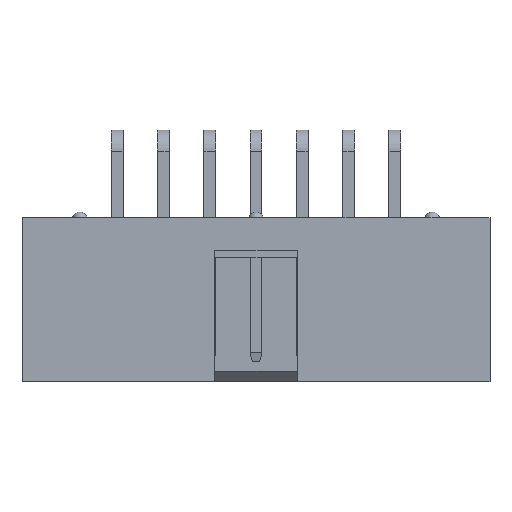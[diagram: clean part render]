
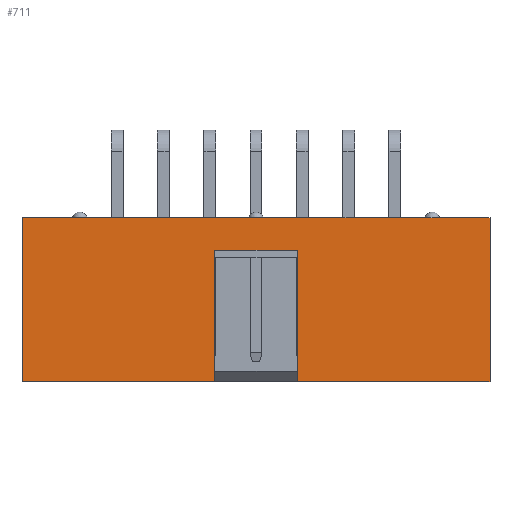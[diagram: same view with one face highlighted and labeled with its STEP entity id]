
A CAD part, top view. The second image highlights one B-rep face of the part: STEP entity #711.
In plain terms, the highlighted planar face has unit normal (0, 0, 1).
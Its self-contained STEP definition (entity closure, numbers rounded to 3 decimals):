
#711=ADVANCED_FACE('',(#4480),#4482,.T.);
#4480=FACE_BOUND('',#4481,.T.);
#4481=EDGE_LOOP('',(#7394,#7395,#7396,#7397,#7398,#7399,#7400,#7401));
#4482=PLANE('',#4483);
#4483=AXIS2_PLACEMENT_3D('',#4484,#4485,#4486);
#4484=CARTESIAN_POINT('',(-5.22,-10.935,9.1));
#4485=DIRECTION('',(0.,0.,1.));
#4486=DIRECTION('',(1.,0.,0.));
#7394=ORIENTED_EDGE('',*,*,#9210,.T.);
#7395=ORIENTED_EDGE('',*,*,#9211,.T.);
#7396=ORIENTED_EDGE('',*,*,#9212,.T.);
#7397=ORIENTED_EDGE('',*,*,#9213,.T.);
#7398=ORIENTED_EDGE('',*,*,#9214,.T.);
#7399=ORIENTED_EDGE('',*,*,#9025,.F.);
#7400=ORIENTED_EDGE('',*,*,#9208,.F.);
#7401=ORIENTED_EDGE('',*,*,#9215,.T.);
#9025=EDGE_CURVE('',#10003,#10005,#10006,.T.);
#9208=EDGE_CURVE('',#10312,#10003,#10314,.T.);
#9210=EDGE_CURVE('',#10316,#10317,#10318,.F.);
#9211=EDGE_CURVE('',#10317,#10319,#10320,.T.);
#9212=EDGE_CURVE('',#10319,#10321,#10322,.F.);
#9213=EDGE_CURVE('',#10321,#10323,#10324,.T.);
#9214=EDGE_CURVE('',#10323,#10005,#10325,.T.);
#9215=EDGE_CURVE('',#10312,#10316,#10326,.T.);
#10003=VERTEX_POINT('',#11587);
#10005=VERTEX_POINT('',#11591);
#10006=LINE('',#11592,#11593);
#10312=VERTEX_POINT('',#12270);
#10314=LINE('',#12274,#12275);
#10316=VERTEX_POINT('',#12280);
#10317=VERTEX_POINT('',#12281);
#10318=LINE('',#12282,#12283);
#10319=VERTEX_POINT('',#12285);
#10320=LINE('',#12286,#12287);
#10321=VERTEX_POINT('',#12289);
#10322=LINE('',#12290,#12291);
#10323=VERTEX_POINT('',#12293);
#10324=LINE('',#12294,#12295);
#10325=LINE('',#12297,#12298);
#10326=LINE('',#12300,#12301);
#11587=CARTESIAN_POINT('',(-5.22,-1.935,9.1));
#11591=CARTESIAN_POINT('',(20.46,-1.935,9.1));
#11592=CARTESIAN_POINT('',(-5.22,-1.935,9.1));
#11593=VECTOR('',#11594,1.);
#11594=DIRECTION('',(1.,0.,0.));
#12270=CARTESIAN_POINT('',(-5.22,-10.935,9.1));
#12274=CARTESIAN_POINT('',(-5.22,-10.935,9.1));
#12275=VECTOR('',#12276,1.);
#12276=DIRECTION('',(0.,1.,0.));
#12280=CARTESIAN_POINT('',(5.37,-10.935,9.1));
#12281=CARTESIAN_POINT('',(5.37,-3.735,9.1));
#12282=CARTESIAN_POINT('',(5.37,-3.735,9.1));
#12283=VECTOR('',#12284,1.);
#12284=DIRECTION('',(0.,-1.,0.));
#12285=CARTESIAN_POINT('',(9.87,-3.735,9.1));
#12286=CARTESIAN_POINT('',(5.37,-3.735,9.1));
#12287=VECTOR('',#12288,1.);
#12288=DIRECTION('',(1.,0.,0.));
#12289=CARTESIAN_POINT('',(9.87,-10.935,9.1));
#12290=CARTESIAN_POINT('',(9.87,-10.935,9.1));
#12291=VECTOR('',#12292,1.);
#12292=DIRECTION('',(0.,1.,0.));
#12293=CARTESIAN_POINT('',(20.46,-10.935,9.1));
#12294=CARTESIAN_POINT('',(9.87,-10.935,9.1));
#12295=VECTOR('',#12296,1.);
#12296=DIRECTION('',(1.,0.,0.));
#12297=CARTESIAN_POINT('',(20.46,-10.935,9.1));
#12298=VECTOR('',#12299,1.);
#12299=DIRECTION('',(0.,1.,0.));
#12300=CARTESIAN_POINT('',(-5.22,-10.935,9.1));
#12301=VECTOR('',#12302,1.);
#12302=DIRECTION('',(1.,0.,0.));
